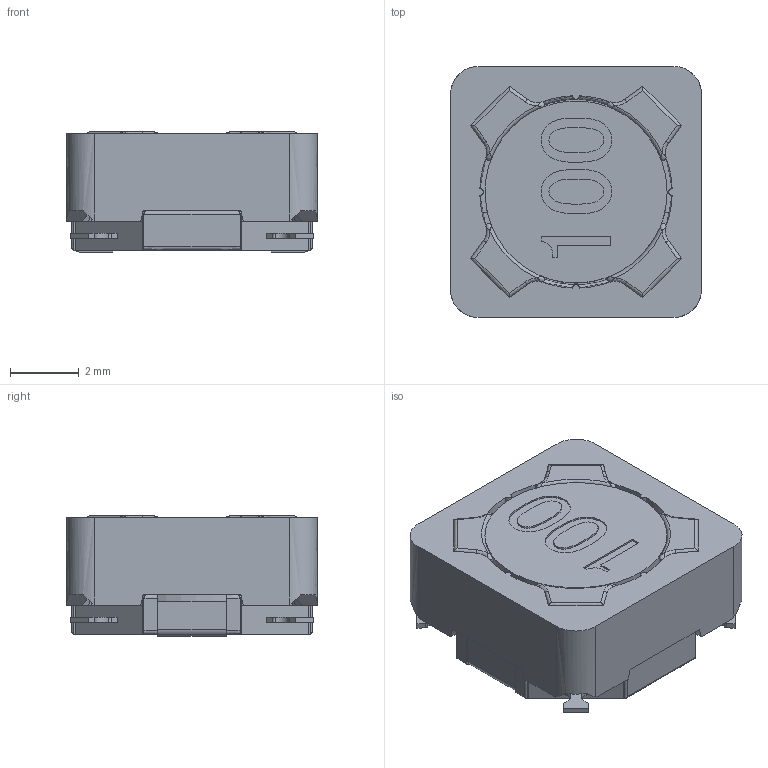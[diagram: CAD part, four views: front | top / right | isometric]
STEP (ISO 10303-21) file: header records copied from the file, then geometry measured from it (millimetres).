
FILE_DESCRIPTION( ('This file contains a STEP AP42 implementation' ,'as created by ZW3D STEP Interface translator.') ,'2;1' );
FILE_NAME( 'ABS0703-S.stp' ,'21 712. 833 5', (''), ('ZWCAD Software Co.'), 'Version 1.0', 'ZW3D to STEP translator', '' );
FILE_SCHEMA( ('CONFIG_CONTROL_DESIGN') );
Length unit declared in the file: millimetre
Products named in the file (2): 0; BS0704
Bounding box: 7.3 x 7.3 x 3.5 mm (x, y, z)
Volume: 130.5 mm3; surface area: 502 mm2
Topology: 16 solids, 16 shells, 453 faces, 1171 edges, 738 vertices
Faces by surface type: bspline 453
Entity records: 20703 total; most frequent: CARTESIAN_POINT 13471, ORIENTED_EDGE 2314, EDGE_CURVE 1155, B_SPLINE_CURVE_WITH_KNOTS 835, VERTEX_POINT 738, EDGE_LOOP 461, FACE_OUTER_BOUND 453, ADVANCED_FACE 453
